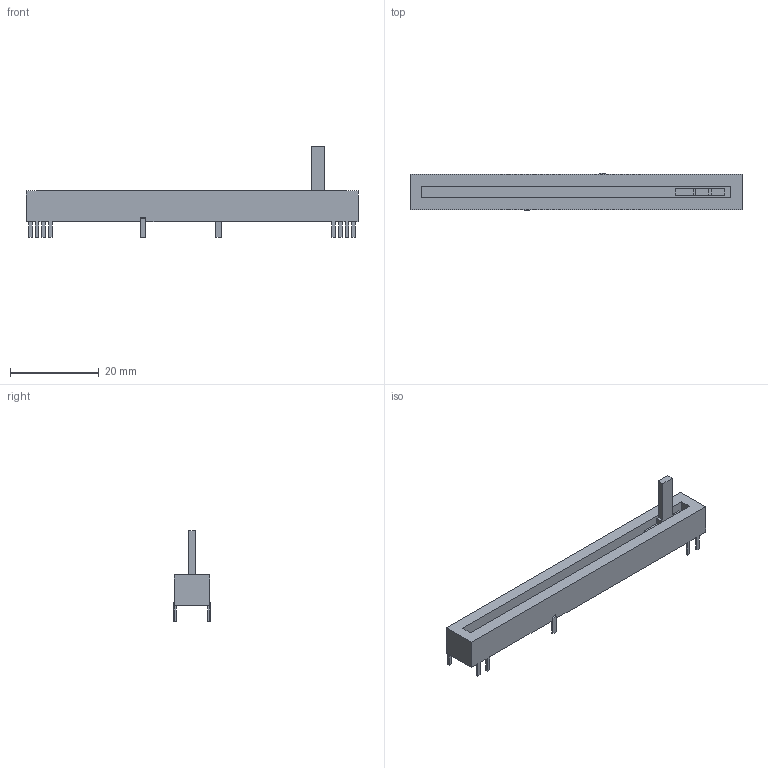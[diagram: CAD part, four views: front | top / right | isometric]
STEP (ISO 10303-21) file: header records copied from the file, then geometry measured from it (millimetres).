
FILE_DESCRIPTION(('FreeCAD Model'),'2;1');
FILE_NAME('Open CASCADE Shape Model','2024-02-14T21:04:20',(''),(''), 'Open CASCADE STEP processor 7.6','FreeCAD','Unknown');
FILE_SCHEMA(('AUTOMOTIVE_DESIGN { 1 0 10303 214 1 1 1 1 }'));
Length unit declared in the file: millimetre
Products named in the file (2): Part; Body
Assembly tree (1 placements, depth 2):
  Part
    Body
Bounding box: 75 x 8.4 x 20.5 mm (x, y, z)
Volume: 3449.5 mm3; surface area: 3372 mm2
Topology: 1 solids, 1 shells, 70 faces, 198 edges, 132 vertices
Faces by surface type: plane 70
Entity records: 2262 total; most frequent: CARTESIAN_POINT 402, ORIENTED_EDGE 396, DIRECTION 342, EDGE_CURVE 198, LINE 198, VECTOR 198, VERTEX_POINT 132, AXIS2_PLACEMENT_3D 72
